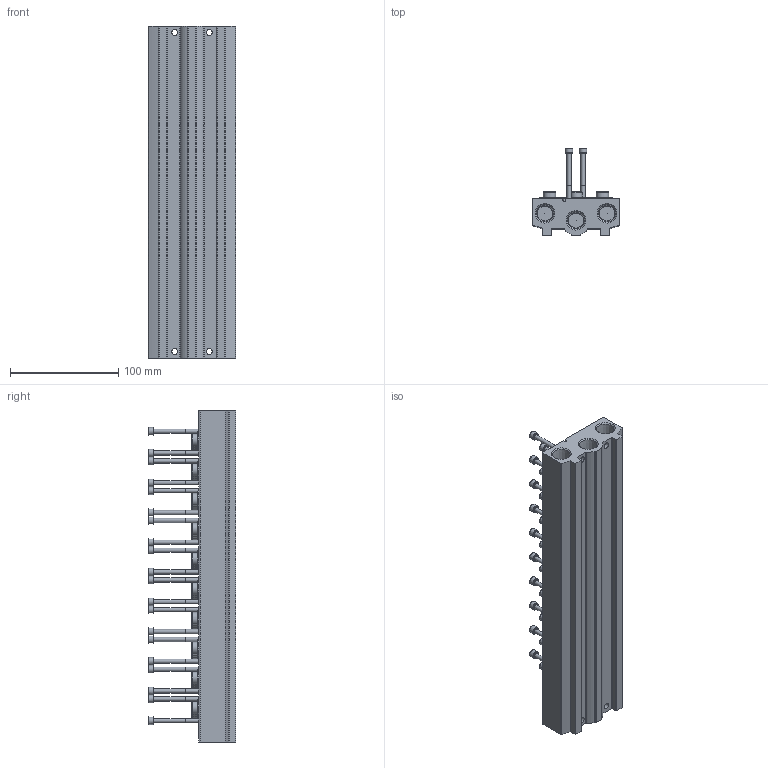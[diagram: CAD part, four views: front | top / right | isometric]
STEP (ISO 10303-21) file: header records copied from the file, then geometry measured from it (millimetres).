
FILE_DESCRIPTION(/* description */ ('STEP AP214'),/* implementation_level */ '2;1');
FILE_NAME(/* name */ '8026278_VABM-B10-25S-N38-10',/* time_stamp */ '2024-09-15T22:31:25+02:00',/* author */ ('License CC BY-ND 4.0'),/* organization */ ('CADENAS'),/* preprocessor_version */ 'ST-DEVELOPER v19.3',/* originating_system */ 'PARTsolutions',/* authorisation */ ' ');
FILE_SCHEMA (('AUTOMOTIVE_DESIGN {1 0 10303 214 3 1 1}'));
Length unit declared in the file: millimetre
Products named in the file (5): 8026278 VABM-B10-25S-N38-10; 8026278 VABM-B10-25S-N38-10---(M); 1657071 VUVS-G14-3---(S); 2833735 F-M4x50-10.9; 174169 B-3/8-NPT---(Plug)
Assembly tree (34 placements, depth 2):
  8026278 VABM-B10-25S-N38-10
    8026278 VABM-B10-25S-N38-10---(M)
    1657071 VUVS-G14-3---(S)  x10
    2833735 F-M4x50-10.9  x20
    174169 B-3/8-NPT---(Plug)  x3
Bounding box: 80.5 x 80.8 x 307 mm (x, y, z)
Volume: 605098.1 mm3; surface area: 182963.5 mm2
Topology: 34 solids, 34 shells, 1648 faces, 4010 edges, 2547 vertices
Faces by surface type: plane 748, cylinder 495, cone 325, torus 80
Full cylindrical faces by diameter (mm): 3.242 x21, 3.5 x1, 3.9 x20, 4 x20, 5.5 x4, 7 x50, 7.938 x3, 8.6 x30, 11.6 x30, 14.3 x3, 14.6 x30
Entity records: 10558 total; most frequent: CARTESIAN_POINT 2219, DIRECTION 1764, ORIENTED_EDGE 1374, AXIS2_PLACEMENT_3D 727, EDGE_CURVE 687, FACE_BOUND 642, EDGE_LOOP 619, VERTEX_POINT 541
